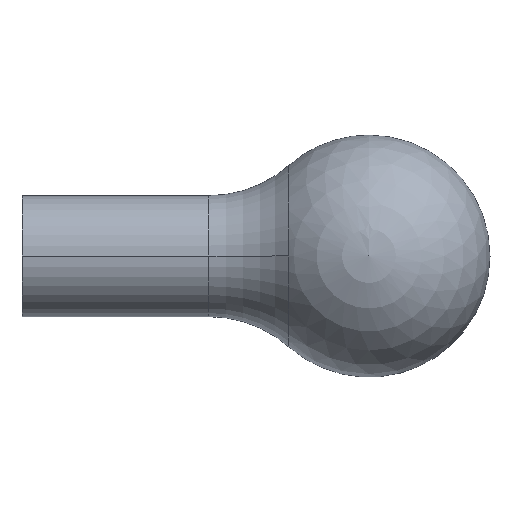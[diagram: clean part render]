
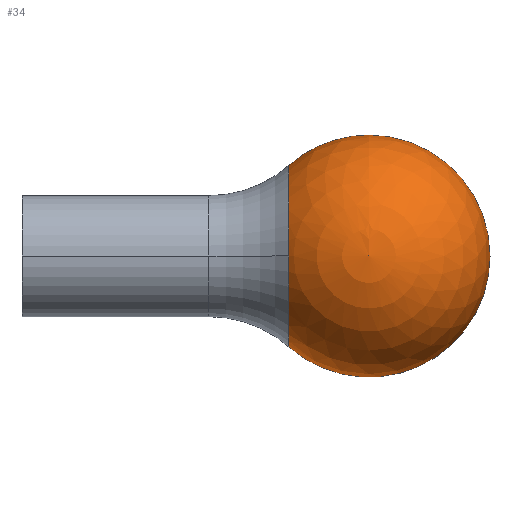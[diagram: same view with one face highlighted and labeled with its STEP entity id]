
A CAD part, top view. The second image highlights one B-rep face of the part: STEP entity #34.
In plain terms, the highlighted spherical face has radius 8 mm.
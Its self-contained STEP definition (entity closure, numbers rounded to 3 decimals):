
#6 = EDGE_LOOP ( 'NONE', ( #235, #30, #137, #37 ) ) ;
#13 = DIRECTION ( 'NONE',  ( 0., 0., 1. ) ) ;
#15 = DIRECTION ( 'NONE',  ( 0., 1., 0. ) ) ;
#19 = AXIS2_PLACEMENT_3D ( 'NONE', #172, #215, #166 ) ;
#22 = DIRECTION ( 'NONE',  ( 0., 0., -1. ) ) ;
#30 = ORIENTED_EDGE ( 'NONE', *, *, #107, .T. ) ;
#34 = ADVANCED_FACE ( 'NONE', ( #148 ), #225, .T. ) ;
#35 = CIRCLE ( 'NONE', #190, 8. ) ;
#37 = ORIENTED_EDGE ( 'NONE', *, *, #311, .T. ) ;
#61 = VERTEX_POINT ( 'NONE', #269 ) ;
#66 = DIRECTION ( 'NONE',  ( 0., 0., -1. ) ) ;
#67 = VERTEX_POINT ( 'NONE', #203 ) ;
#79 = AXIS2_PLACEMENT_3D ( 'NONE', #106, #173, #15 ) ;
#80 = AXIS2_PLACEMENT_3D ( 'NONE', #280, #256, #66 ) ;
#82 = CIRCLE ( 'NONE', #80, 6. ) ;
#88 = VERTEX_POINT ( 'NONE', #151 ) ;
#106 = CARTESIAN_POINT ( 'NONE',  ( 7.928, 0., 0. ) ) ;
#107 = EDGE_CURVE ( 'NONE', #310, #67, #35, .T. ) ;
#112 = AXIS2_PLACEMENT_3D ( 'NONE', #241, #22, #290 ) ;
#137 = ORIENTED_EDGE ( 'NONE', *, *, #193, .T. ) ;
#148 = FACE_OUTER_BOUND ( 'NONE', #6, .T. ) ;
#151 = CARTESIAN_POINT ( 'NONE',  ( 2.637, -6., 0. ) ) ;
#166 = DIRECTION ( 'NONE',  ( 0., 0., -1. ) ) ;
#172 = CARTESIAN_POINT ( 'NONE',  ( 2.637, 0., 0. ) ) ;
#173 = DIRECTION ( 'NONE',  ( 0., 0., -1. ) ) ;
#181 = CIRCLE ( 'NONE', #19, 6. ) ;
#188 = CARTESIAN_POINT ( 'NONE',  ( 15.928, 0., 0. ) ) ;
#190 = AXIS2_PLACEMENT_3D ( 'NONE', #201, #13, #195 ) ;
#193 = EDGE_CURVE ( 'NONE', #67, #61, #82, .T. ) ;
#195 = DIRECTION ( 'NONE',  ( 1., 0., 0. ) ) ;
#201 = CARTESIAN_POINT ( 'NONE',  ( 7.928, 0., 0. ) ) ;
#203 = CARTESIAN_POINT ( 'NONE',  ( 2.637, 6., 0. ) ) ;
#215 = DIRECTION ( 'NONE',  ( 1., 0., 0. ) ) ;
#225 = SPHERICAL_SURFACE ( 'NONE', #79, 8. ) ;
#235 = ORIENTED_EDGE ( 'NONE', *, *, #247, .F. ) ;
#241 = CARTESIAN_POINT ( 'NONE',  ( 7.928, 0., 0. ) ) ;
#247 = EDGE_CURVE ( 'NONE', #310, #88, #299, .T. ) ;
#256 = DIRECTION ( 'NONE',  ( 1., 0., 0. ) ) ;
#269 = CARTESIAN_POINT ( 'NONE',  ( 2.637, 0., 6. ) ) ;
#280 = CARTESIAN_POINT ( 'NONE',  ( 2.637, 0., 0. ) ) ;
#290 = DIRECTION ( 'NONE',  ( 0., 1., 0. ) ) ;
#299 = CIRCLE ( 'NONE', #112, 8. ) ;
#310 = VERTEX_POINT ( 'NONE', #188 ) ;
#311 = EDGE_CURVE ( 'NONE', #61, #88, #181, .T. ) ;
